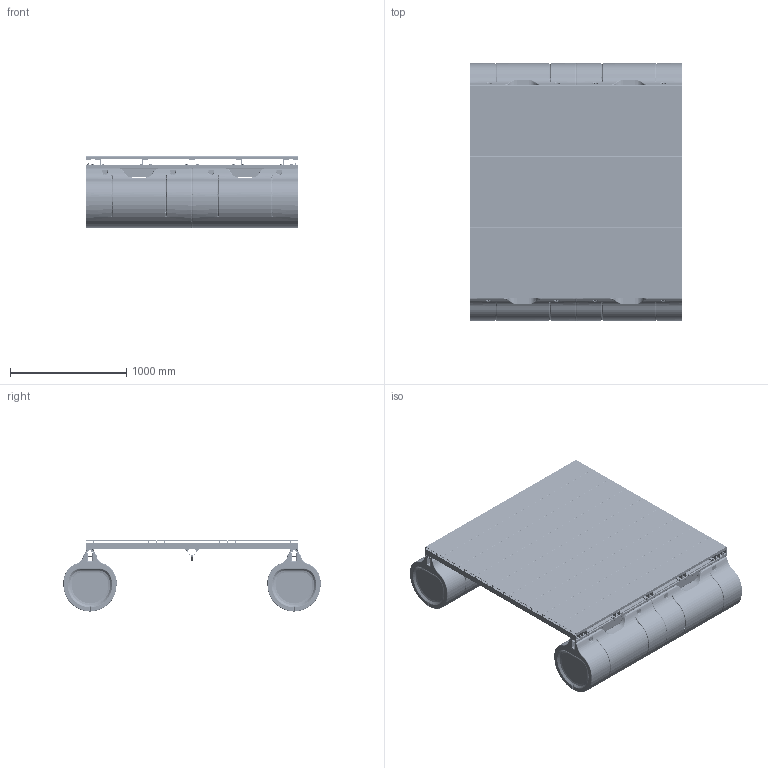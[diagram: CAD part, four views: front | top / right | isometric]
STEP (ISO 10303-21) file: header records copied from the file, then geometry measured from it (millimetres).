
FILE_DESCRIPTION(/* description */ (''),/* implementation_level */ '2;1');
FILE_NAME(/* name */ '6x6raft.step',/* time_stamp */ '2022-09-24T05:49:00-04:00',/* author */ (''),/* organization */ (''),/* preprocessor_version */ 'ST-DEVELOPER v19',/* originating_system */ 'Autodesk Translation Framework v11.7.0.108',/* authorisation */ '');
FILE_SCHEMA (('AUTOMOTIVE_DESIGN { 1 0 10303 214 3 1 1 }'));
Products named in the file (92): 6x6 raft; 6' square tube CM; 6' STD HC; 18" float SINGLE bolt set; 18" float SINGLE bolt set_1; 18" float SINGLE bolt set_2; 18" float SINGLE bolt set_3; 18" float SINGLE bolt set_4; MCM 92198A642 - 3/8" x 4 1/2" hex bolt; MCM 92141A051 - 3/8" x 1" OD fender washer; MCM 91831A127 - 3/8"-16 lock nut; Raft anchor clevis ring tab v12; 6' HC w/anchor holes; 6 ft square tube BOLT SET; 3/8" x 3/4" square tube bolt assembly; 3/8" x 3/4" square tube bolt assembly_1; 3/8" x 3/4" square tube bolt assembly_2; 3/8" x 3/4" square tube bolt assembly_3; 6 ft square tube BOLT SET_1; 3/8" x 3/4" square tube bolt assembly_4; 3/8" x 3/4" square tube bolt assembly_5; 3/8" x 3/4" square tube bolt assembly_6; 3/8" x 3/4" square tube bolt assembly_7; 375x34sscapscrew v1; MCM 94785A423 - 3/8" SS square nut; 6' HC CM Bolt set; 3/8" x 7/8" HC bolt assembly; 3/8" x 7/8" HC bolt assembly_1; 3/8" x 7/8" HC bolt assembly_2; 3/8" x 7/8" HC bolt assembly_3; 3/8" x 7/8" HC bolt assembly_4; 3/8" x 7/8" HC bolt assembly_5; 3/8" x 7/8" HC bolt assembly_6; 3/8" x 7/8" HC bolt assembly_7; 6' HC CM Bolt set_1; 3/8" x 7/8" HC bolt assembly_8; 3/8" x 7/8" HC bolt assembly_9; 3/8" x 7/8" HC bolt assembly_10; 3/8" x 7/8" HC bolt assembly_11; 3/8" x 7/8" HC bolt assembly_12 ...
Assembly tree (231 placements, depth 4):
  6x6 raft
    18" float SINGLE bolt set  x4
      MCM 92198A642 - 3/8" x 4 1/2" hex bolt
      MCM 92141A051 - 3/8" x 1" OD fender washer
      MCM 91831A127 - 3/8"-16 lock nut
    18" float SINGLE bolt set_1
      MCM 92198A642 - 3/8" x 4 1/2" hex bolt
      MCM 92141A051 - 3/8" x 1" OD fender washer  x2
      MCM 91831A127 - 3/8"-16 lock nut
    18" float SINGLE bolt set_2
      MCM 92198A642 - 3/8" x 4 1/2" hex bolt
      MCM 92141A051 - 3/8" x 1" OD fender washer  x2
      MCM 91831A127 - 3/8"-16 lock nut
    18" float SINGLE bolt set_3
      MCM 92198A642 - 3/8" x 4 1/2" hex bolt
      MCM 92141A051 - 3/8" x 1" OD fender washer  x2
      MCM 91831A127 - 3/8"-16 lock nut
    18" float SINGLE bolt set_4
      MCM 92198A642 - 3/8" x 4 1/2" hex bolt
      MCM 92141A051 - 3/8" x 1" OD fender washer  x2
      MCM 91831A127 - 3/8"-16 lock nut
    Raft anchor clevis ring tab v12
    6 ft square tube BOLT SET
      3/8" x 3/4" square tube bolt assembly
        375x34sscapscrew v1
        MCM 94785A423 - 3/8" SS square nut
      3/8" x 3/4" square tube bolt assembly_1
        375x34sscapscrew v1
        MCM 94785A423 - 3/8" SS square nut
      3/8" x 3/4" square tube bolt assembly_2
        375x34sscapscrew v1
        MCM 94785A423 - 3/8" SS square nut
      3/8" x 3/4" square tube bolt assembly_3
        375x34sscapscrew v1
        MCM 94785A423 - 3/8" SS square nut
    6 ft square tube BOLT SET_1
      3/8" x 3/4" square tube bolt assembly_4
        375x34sscapscrew v1
        MCM 94785A423 - 3/8" SS square nut
      3/8" x 3/4" square tube bolt assembly_5
        375x34sscapscrew v1
        MCM 94785A423 - 3/8" SS square nut
      3/8" x 3/4" square tube bolt assembly_6
        375x34sscapscrew v1
        MCM 94785A423 - 3/8" SS square nut
      3/8" x 3/4" square tube bolt assembly_7
        375x34sscapscrew v1
        MCM 94785A423 - 3/8" SS square nut
    anchor bracket bolt set
      3/8" x 1 1/4" anchor mount bolt assembly
        MCM 96659A108 - 3/8" SS SAE flat washer
        MCM 92240A626 - 3/8" x 1 1/4" SS hex bolt
        3/8 - 16 flange lock nut v2
      3/8" x 1 1/4" anchor mount bolt assembly_1
        MCM 96659A108 - 3/8" SS SAE flat washer
        MCM 92240A626 - 3/8" x 1 1/4" SS hex bolt
        3/8 - 16 flange lock nut v2
      3/8" x 1 1/4" anchor mount bolt assembly_2
        MCM 96659A108 - 3/8" SS SAE flat washer
        MCM 92240A626 - 3/8" x 1 1/4" SS hex bolt
Bounding box: 1828.8 x 2209.79 x 610.76 mm (x, y, z)
Volume: 616452238.6 mm3; surface area: 27877704.3 mm2
Topology: 304 solids, 304 shells, 12844 faces, 31280 edges, 19156 vertices
Faces by surface type: cylinder 4755, plane 3205, cone 1968, bspline 1760, torus 756, sphere 400
Full cylindrical faces by diameter (mm): 7.463 x1096, 8.058 x20, 8.236 x88, 9.525 x1176, 9.906 x8, 10.033 x64, 10.287 x48, 10.312 x28, 12.7 x1, 15.494 x8, 20.574 x12, 20.625 x12, 20.701 x48, 25.4 x16
Entity records: 100543 total; most frequent: CARTESIAN_POINT 39002, ORIENTED_EDGE 12410, DIRECTION 12318, EDGE_CURVE 6205, AXIS2_PLACEMENT_3D 4766, VERTEX_POINT 3954, LINE 2786, VECTOR 2786
